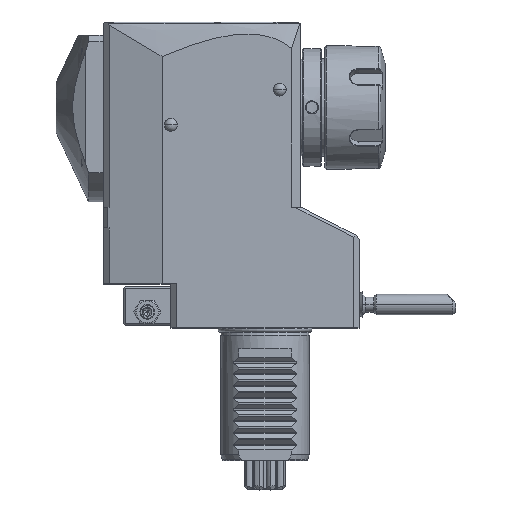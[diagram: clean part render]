
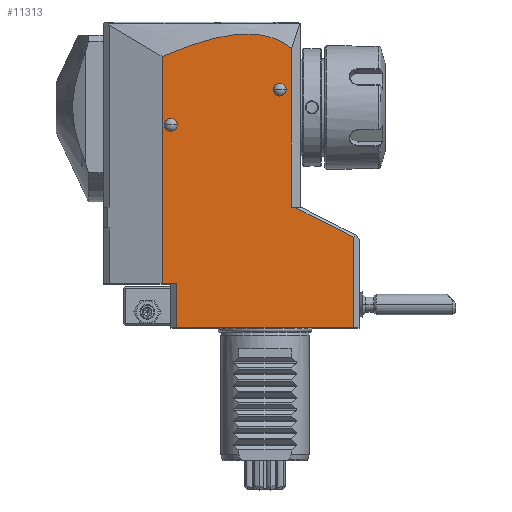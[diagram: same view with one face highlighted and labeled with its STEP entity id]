
A CAD part, top view. The second image highlights one B-rep face of the part: STEP entity #11313.
In plain terms, the highlighted planar face has unit normal (0, 0, 1).
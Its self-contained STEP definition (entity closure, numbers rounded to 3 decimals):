
#69=DIRECTION('',(0.,1.,0.));
#70=VECTOR('',#69,77.292);
#71=CARTESIAN_POINT('',(-12.,-26.,32.));
#72=LINE('',#71,#70);
#73=CARTESIAN_POINT('',(32.,53.997,32.));
#74=CARTESIAN_POINT('',(31.765,54.193,32.));
#75=CARTESIAN_POINT('',(31.29,54.57,32.));
#76=CARTESIAN_POINT('',(30.564,55.098,32.));
#77=CARTESIAN_POINT('',(29.821,55.589,32.));
#78=CARTESIAN_POINT('',(29.063,56.044,32.));
#79=CARTESIAN_POINT('',(28.283,56.466,32.));
#80=CARTESIAN_POINT('',(27.479,56.856,32.));
#81=CARTESIAN_POINT('',(26.651,57.214,32.));
#82=CARTESIAN_POINT('',(25.796,57.54,32.));
#83=CARTESIAN_POINT('',(24.907,57.836,32.));
#84=CARTESIAN_POINT('',(23.982,58.1,32.));
#85=CARTESIAN_POINT('',(23.019,58.331,32.));
#86=CARTESIAN_POINT('',(22.01,58.529,32.));
#87=CARTESIAN_POINT('',(20.95,58.692,32.));
#88=CARTESIAN_POINT('',(19.835,58.816,32.));
#89=CARTESIAN_POINT('',(18.657,58.901,32.));
#90=CARTESIAN_POINT('',(17.408,58.941,32.));
#91=CARTESIAN_POINT('',(16.083,58.932,32.));
#92=CARTESIAN_POINT('',(14.668,58.87,32.));
#93=CARTESIAN_POINT('',(13.148,58.746,32.));
#94=CARTESIAN_POINT('',(11.511,58.554,32.));
#95=CARTESIAN_POINT('',(9.749,58.284,32.));
#96=CARTESIAN_POINT('',(7.854,57.928,32.));
#97=CARTESIAN_POINT('',(5.834,57.479,32.));
#98=CARTESIAN_POINT('',(3.705,56.938,32.));
#99=CARTESIAN_POINT('',(1.457,56.296,32.));
#100=CARTESIAN_POINT('',(-0.924,55.547,32.));
#101=CARTESIAN_POINT('',(-3.446,54.684,32.));
#102=CARTESIAN_POINT('',(-6.119,53.697,32.));
#103=CARTESIAN_POINT('',(-8.955,52.579,32.));
#104=CARTESIAN_POINT('',(-10.966,51.737,32.));
#105=CARTESIAN_POINT('',(-12.,51.292,32.));
#107=DIRECTION('',(0.,-1.,0.));
#108=VECTOR('',#107,53.997);
#109=CARTESIAN_POINT('',(32.,53.997,32.));
#110=LINE('',#109,#108);
#111=DIRECTION('',(-0.891,0.454,0.));
#112=VECTOR('',#111,22.254);
#113=CARTESIAN_POINT('',(53.,-10.103,32.));
#114=LINE('',#113,#112);
#115=CARTESIAN_POINT('',(-9.,28.,32.));
#116=DIRECTION('',(0.,0.,-1.));
#117=DIRECTION('',(-1.,0.,0.));
#118=AXIS2_PLACEMENT_3D('',#115,#116,#117);
#120=CARTESIAN_POINT('',(-9.,28.,32.));
#121=DIRECTION('',(0.,0.,-1.));
#122=DIRECTION('',(1.,0.,0.));
#123=AXIS2_PLACEMENT_3D('',#120,#121,#122);
#125=CARTESIAN_POINT('',(28.,40.,32.));
#126=DIRECTION('',(0.,0.,-1.));
#127=DIRECTION('',(-1.,0.,0.));
#128=AXIS2_PLACEMENT_3D('',#125,#126,#127);
#130=CARTESIAN_POINT('',(28.,40.,32.));
#131=DIRECTION('',(0.,0.,-1.));
#132=DIRECTION('',(1.,0.,0.));
#133=AXIS2_PLACEMENT_3D('',#130,#131,#132);
#139=DIRECTION('',(0.,1.,0.));
#140=VECTOR('',#139,30.897);
#141=CARTESIAN_POINT('',(53.,-41.,32.));
#142=LINE('',#141,#140);
#257=DIRECTION('',(0.,-1.,0.));
#258=VECTOR('',#257,15.);
#259=CARTESIAN_POINT('',(-7.,-26.,32.));
#260=LINE('',#259,#258);
#289=DIRECTION('',(-1.,0.,0.));
#290=VECTOR('',#289,60.);
#291=CARTESIAN_POINT('',(53.,-41.,32.));
#292=LINE('',#291,#290);
#2612=DIRECTION('',(1.,0.,0.));
#2613=VECTOR('',#2612,5.);
#2614=CARTESIAN_POINT('',(-12.,-26.,32.));
#2615=LINE('',#2614,#2613);
#2845=DIRECTION('',(1.,0.,0.));
#2846=VECTOR('',#2845,1.171);
#2847=CARTESIAN_POINT('',(32.,0.,32.));
#2848=LINE('',#2847,#2846);
#9970=VERTEX_POINT('',#73);
#9971=VERTEX_POINT('',#105);
#10304=CARTESIAN_POINT('',(33.171,0.,32.));
#10306=VERTEX_POINT('',#10304);
#10310=CARTESIAN_POINT('',(53.,-10.103,32.));
#10311=VERTEX_POINT('',#10310);
#10334=CARTESIAN_POINT('',(32.,0.,32.));
#10335=VERTEX_POINT('',#10334);
#10494=CARTESIAN_POINT('',(-7.,-26.,32.));
#10495=VERTEX_POINT('',#10494);
#10930=CARTESIAN_POINT('',(-12.,-26.,32.));
#10932=VERTEX_POINT('',#10930);
#10939=CARTESIAN_POINT('',(53.,-41.,32.));
#10941=VERTEX_POINT('',#10939);
#10942=CARTESIAN_POINT('',(-7.,-41.,32.));
#10943=VERTEX_POINT('',#10942);
#11184=CARTESIAN_POINT('',(-11.17,28.,32.));
#11185=CARTESIAN_POINT('',(-6.83,28.,32.));
#11186=VERTEX_POINT('',#11184);
#11187=VERTEX_POINT('',#11185);
#11190=CARTESIAN_POINT('',(25.83,40.,32.));
#11191=CARTESIAN_POINT('',(30.17,40.,32.));
#11192=VERTEX_POINT('',#11190);
#11193=VERTEX_POINT('',#11191);
#11277=CARTESIAN_POINT('',(-32.,0.,32.));
#11278=DIRECTION('',(0.,0.,1.));
#11279=DIRECTION('',(1.,0.,0.));
#11280=AXIS2_PLACEMENT_3D('',#11277,#11278,#11279);
#11281=PLANE('',#11280);
#11283=ORIENTED_EDGE('',*,*,#11282,.F.);
#11285=ORIENTED_EDGE('',*,*,#11284,.T.);
#11287=ORIENTED_EDGE('',*,*,#11286,.F.);
#11289=ORIENTED_EDGE('',*,*,#11288,.F.);
#11290=ORIENTED_EDGE('',*,*,#11261,.T.);
#11292=ORIENTED_EDGE('',*,*,#11291,.F.);
#11294=ORIENTED_EDGE('',*,*,#11293,.T.);
#11296=ORIENTED_EDGE('',*,*,#11295,.T.);
#11298=ORIENTED_EDGE('',*,*,#11297,.F.);
#11299=EDGE_LOOP('',(#11283,#11285,#11287,#11289,#11290,#11292,#11294,#11296,
#11298));
#11300=FACE_OUTER_BOUND('',#11299,.F.);
#11302=ORIENTED_EDGE('',*,*,#11301,.F.);
#11304=ORIENTED_EDGE('',*,*,#11303,.F.);
#11305=EDGE_LOOP('',(#11302,#11304));
#11306=FACE_BOUND('',#11305,.F.);
#11308=ORIENTED_EDGE('',*,*,#11307,.F.);
#11310=ORIENTED_EDGE('',*,*,#11309,.F.);
#11311=EDGE_LOOP('',(#11308,#11310));
#11312=FACE_BOUND('',#11311,.F.);
#106=B_SPLINE_CURVE_WITH_KNOTS('',3,(#73,#74,#75,#76,#77,#78,#79,#80,#81,#82,
#83,#84,#85,#86,#87,#88,#89,#90,#91,#92,#93,#94,#95,#96,#97,#98,#99,#100,#101,
#102,#103,#104,#105),.UNSPECIFIED.,.F.,.F.,(4,1,1,1,1,1,1,1,1,1,1,1,1,1,1,1,1,1,
1,1,1,1,1,1,1,1,1,1,1,1,4),(0.,0.033,0.067,0.1,
0.133,0.167,0.2,0.233,0.267,
0.3,0.333,0.367,0.4,0.433,
0.467,0.5,0.533,0.567,0.6,
0.633,0.667,0.7,0.733,0.767,
0.8,0.833,0.867,0.9,0.933,
0.967,1.),.UNSPECIFIED.);
#119=CIRCLE('',#118,2.17);
#124=CIRCLE('',#123,2.17);
#129=CIRCLE('',#128,2.17);
#134=CIRCLE('',#133,2.17);
#11261=EDGE_CURVE('',#10932,#9971,#72,.T.);
#11282=EDGE_CURVE('',#10941,#10311,#142,.T.);
#11284=EDGE_CURVE('',#10941,#10943,#292,.T.);
#11286=EDGE_CURVE('',#10495,#10943,#260,.T.);
#11288=EDGE_CURVE('',#10932,#10495,#2615,.T.);
#11291=EDGE_CURVE('',#9970,#9971,#106,.T.);
#11293=EDGE_CURVE('',#9970,#10335,#110,.T.);
#11295=EDGE_CURVE('',#10335,#10306,#2848,.T.);
#11297=EDGE_CURVE('',#10311,#10306,#114,.T.);
#11301=EDGE_CURVE('',#11186,#11187,#119,.T.);
#11303=EDGE_CURVE('',#11187,#11186,#124,.T.);
#11307=EDGE_CURVE('',#11192,#11193,#129,.T.);
#11309=EDGE_CURVE('',#11193,#11192,#134,.T.);
#11313=ADVANCED_FACE('',(#11300,#11306,#11312),#11281,.T.);
